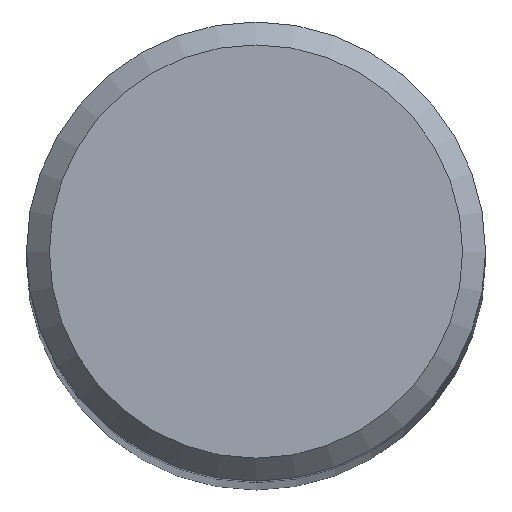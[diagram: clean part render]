
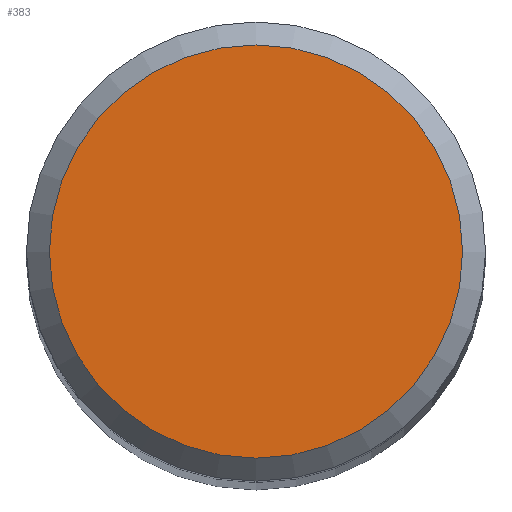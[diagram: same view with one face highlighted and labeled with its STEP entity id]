
A CAD part, top view. The second image highlights one B-rep face of the part: STEP entity #383.
In plain terms, the highlighted planar face has unit normal (0, 0, 1).
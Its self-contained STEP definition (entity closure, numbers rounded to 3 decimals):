
#193=PLANE('',#433);
#255=ORIENTED_EDGE('',*,*,#296,.F.);
#296=EDGE_CURVE('',#317,#317,#331,.T.);
#317=VERTEX_POINT('',#652);
#331=CIRCLE('',#432,1.26);
#345=EDGE_LOOP('',(#255));
#361=FACE_BOUND('',#345,.T.);
#383=ADVANCED_FACE('',(#361),#193,.T.);
#432=AXIS2_PLACEMENT_3D('',#653,#534,#535);
#433=AXIS2_PLACEMENT_3D('',#654,#536,#537);
#534=DIRECTION('',(0.,0.,-1.));
#535=DIRECTION('',(-1.,0.,0.));
#536=DIRECTION('',(0.,0.,1.));
#537=DIRECTION('',(0.,1.,0.));
#652=CARTESIAN_POINT('',(-1.26,0.,0.));
#653=CARTESIAN_POINT('',(0.,0.,0.));
#654=CARTESIAN_POINT('',(1.26,-1.26,0.));
